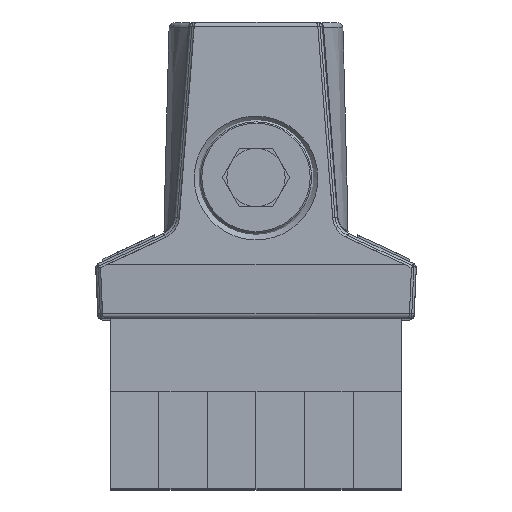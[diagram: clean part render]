
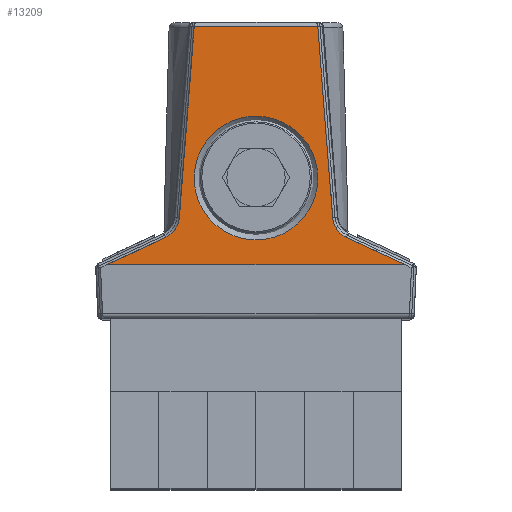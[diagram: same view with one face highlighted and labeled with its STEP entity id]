
A CAD part, top view. The second image highlights one B-rep face of the part: STEP entity #13209.
In plain terms, the highlighted planar face has unit normal (0, 0.011, 1).
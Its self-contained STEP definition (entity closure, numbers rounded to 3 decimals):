
#117=FACE_BOUND('',#4361,.T.);
#342=LINE('',#19741,#1485);
#391=LINE('',#20861,#1534);
#1485=VECTOR('',#15315,10.);
#1534=VECTOR('',#15670,10.);
#2626=PLANE('',#14276);
#3046=ELLIPSE('',#14274,46.993,0.498);
#3047=ELLIPSE('',#14277,46.993,0.498);
#3048=ELLIPSE('',#14278,2.494,2.494);
#3049=ELLIPSE('',#14279,2.494,2.494);
#3050=ELLIPSE('',#14280,6.368,6.367);
#3500=FACE_OUTER_BOUND('',#4360,.T.);
#4360=EDGE_LOOP('',(#9472,#9473,#9474,#9475,#9476,#9477,#9478,#9479));
#4361=EDGE_LOOP('',(#9480));
#5534=(
BOUNDED_CURVE()
B_SPLINE_CURVE(2,(#20857,#20858,#20859),.UNSPECIFIED.,.F.,.F.)
B_SPLINE_CURVE_WITH_KNOTS((3,3),(0.037,0.706),
 .UNSPECIFIED.)
CURVE()
GEOMETRIC_REPRESENTATION_ITEM()
RATIONAL_B_SPLINE_CURVE((1.,0.999,1.))
REPRESENTATION_ITEM('')
);
#5535=(
BOUNDED_CURVE()
B_SPLINE_CURVE(2,(#20863,#20864,#20865),.UNSPECIFIED.,.F.,.F.)
B_SPLINE_CURVE_WITH_KNOTS((3,3),(0.093,0.763),
 .UNSPECIFIED.)
CURVE()
GEOMETRIC_REPRESENTATION_ITEM()
RATIONAL_B_SPLINE_CURVE((1.,0.999,1.))
REPRESENTATION_ITEM('')
);
#5941=VERTEX_POINT('',#19738);
#5942=VERTEX_POINT('',#19740);
#6046=VERTEX_POINT('',#20848);
#6047=VERTEX_POINT('',#20852);
#6048=VERTEX_POINT('',#20854);
#6049=VERTEX_POINT('',#20856);
#6050=VERTEX_POINT('',#20860);
#6051=VERTEX_POINT('',#20862);
#6052=VERTEX_POINT('',#20867);
#7158=EDGE_CURVE('',#5941,#5942,#342,.T.);
#7336=EDGE_CURVE('',#6046,#5942,#3046,.T.);
#7338=EDGE_CURVE('',#5941,#6047,#3047,.T.);
#7339=EDGE_CURVE('',#6047,#6048,#3048,.T.);
#7340=EDGE_CURVE('',#6048,#6049,#5534,.T.);
#7341=EDGE_CURVE('',#6049,#6050,#391,.T.);
#7342=EDGE_CURVE('',#6050,#6051,#5535,.T.);
#7343=EDGE_CURVE('',#6051,#6046,#3049,.T.);
#7344=EDGE_CURVE('',#6052,#6052,#3050,.T.);
#9472=ORIENTED_EDGE('',*,*,#7158,.F.);
#9473=ORIENTED_EDGE('',*,*,#7338,.T.);
#9474=ORIENTED_EDGE('',*,*,#7339,.T.);
#9475=ORIENTED_EDGE('',*,*,#7340,.T.);
#9476=ORIENTED_EDGE('',*,*,#7341,.T.);
#9477=ORIENTED_EDGE('',*,*,#7342,.T.);
#9478=ORIENTED_EDGE('',*,*,#7343,.T.);
#9479=ORIENTED_EDGE('',*,*,#7336,.T.);
#9480=ORIENTED_EDGE('',*,*,#7344,.F.);
#13209=ADVANCED_FACE('',(#3500,#117),#2626,.T.);
#14274=AXIS2_PLACEMENT_3D('',#20849,#15660,#15661);
#14276=AXIS2_PLACEMENT_3D('',#20851,#15664,#15665);
#14277=AXIS2_PLACEMENT_3D('',#20853,#15666,#15667);
#14278=AXIS2_PLACEMENT_3D('',#20855,#15668,#15669);
#14279=AXIS2_PLACEMENT_3D('',#20866,#15671,#15672);
#14280=AXIS2_PLACEMENT_3D('',#20868,#15673,#15674);
#15315=DIRECTION('',(1.,0.,0.));
#15660=DIRECTION('center_axis',(0.,-0.011,
-1.));
#15661=DIRECTION('ref_axis',(0.078,-0.997,0.011));
#15664=DIRECTION('center_axis',(0.,0.011,
1.));
#15665=DIRECTION('ref_axis',(0.,1.,-0.011));
#15666=DIRECTION('center_axis',(0.,-0.011,
-1.));
#15667=DIRECTION('ref_axis',(-0.078,-0.997,0.011));
#15668=DIRECTION('center_axis',(0.,-0.011,
-1.));
#15669=DIRECTION('ref_axis',(1.,-0.002,0.));
#15670=DIRECTION('',(1.,0.,0.));
#15671=DIRECTION('center_axis',(0.,-0.011,
-1.));
#15672=DIRECTION('ref_axis',(1.,0.014,0.));
#15673=DIRECTION('center_axis',(0.,0.011,
1.));
#15674=DIRECTION('ref_axis',(0.,-1.,0.011));
#19738=CARTESIAN_POINT('',(-6.363,2.005,87.489));
#19740=CARTESIAN_POINT('',(6.363,2.005,87.489));
#19741=CARTESIAN_POINT('',(0.,2.005,87.489));
#20848=CARTESIAN_POINT('',(7.889,-17.591,87.698));
#20849=CARTESIAN_POINT('Origin',(7.885,-11.243,87.63));
#20851=CARTESIAN_POINT('Origin',(0.,-22.5,
87.75));
#20852=CARTESIAN_POINT('',(-7.889,-17.591,87.698));
#20853=CARTESIAN_POINT('Origin',(-7.885,-11.243,87.63));
#20854=CARTESIAN_POINT('',(-9.291,-19.674,87.72));
#20855=CARTESIAN_POINT('Origin',(-10.378,-17.43,87.696));
#20856=CARTESIAN_POINT('',(-15.365,-22.5,87.75));
#20857=CARTESIAN_POINT('Ctrl Pts',(-9.291,-19.674,
87.72));
#20858=CARTESIAN_POINT('Ctrl Pts',(-12.347,-21.096,
87.735));
#20859=CARTESIAN_POINT('Ctrl Pts',(-15.365,-22.5,
87.75));
#20860=CARTESIAN_POINT('',(15.365,-22.5,87.75));
#20861=CARTESIAN_POINT('',(0.,-22.5,87.75));
#20862=CARTESIAN_POINT('',(9.291,-19.674,87.72));
#20863=CARTESIAN_POINT('Ctrl Pts',(15.365,-22.5,87.75));
#20864=CARTESIAN_POINT('Ctrl Pts',(12.347,-21.096,87.735));
#20865=CARTESIAN_POINT('Ctrl Pts',(9.291,-19.674,87.72));
#20866=CARTESIAN_POINT('Origin',(10.378,-17.43,87.696));
#20867=CARTESIAN_POINT('',(6.367,-13.5,87.654));
#20868=CARTESIAN_POINT('Origin',(0.,-13.568,87.655));
